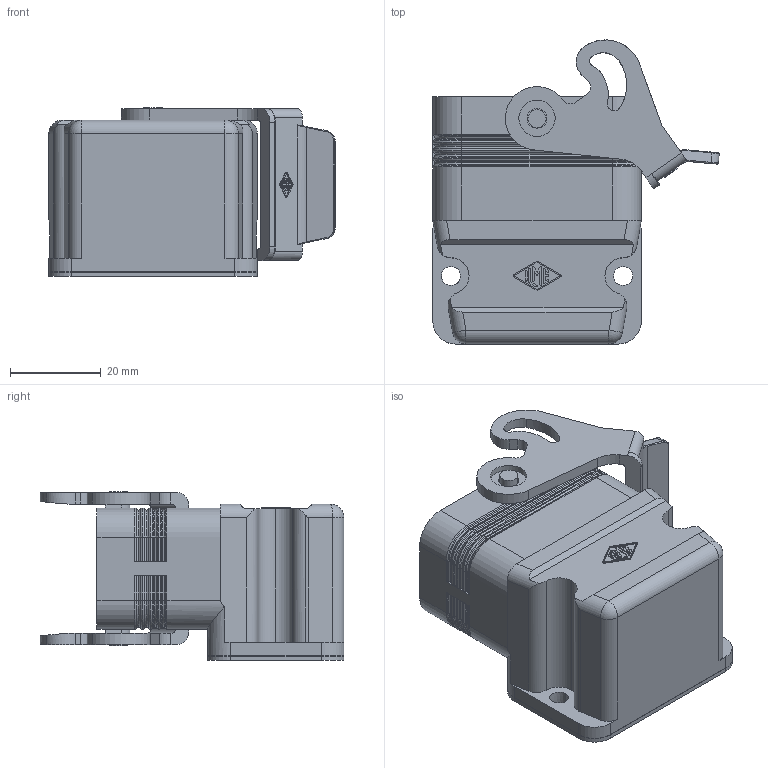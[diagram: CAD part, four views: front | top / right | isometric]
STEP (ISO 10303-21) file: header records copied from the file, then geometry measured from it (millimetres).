
FILE_DESCRIPTION(('CoCreate Modeling STEP Export'),'2;1');
FILE_NAME('CQ_08_IA.stp','2009-02-16T16:16:48',(''),(''),'CoCreate Modeling STEP processor for AP214 (Solid Model)','CoCreate Modeling 16.00A 16-Aug-2008 (C) Parametric Technology GmbH','');
FILE_SCHEMA(('AUTOMOTIVE_DESIGN { 1 0 10303 214 1 1 1 1 }'));
Length unit declared in the file: millimetre
Products named in the file (3): CUSTODIA_CQ_08_IA; LEVA_CQ_08_IAP; CQ_08_IA
Assembly tree (2 placements, depth 2):
  CQ_08_IA
    LEVA_CQ_08_IAP
    CUSTODIA_CQ_08_IA
Bounding box: 63.2 x 67.05 x 37.25 mm (x, y, z)
Volume: 27980.5 mm3; surface area: 23818.7 mm2
Topology: 2 solids, 2 shells, 699 faces, 1755 edges, 1090 vertices
Faces by surface type: cylinder 280, plane 269, torus 66, cone 48, bspline 29, extrusion 5, sphere 2
Entity records: 28523 total; most frequent: CARTESIAN_POINT 7595, ORIENTED_EDGE 3506, DIRECTION 2866, EDGE_CURVE 1753, VERTEX_POINT 1090, AXIS2_PLACEMENT_3D 994, VECTOR 878, LINE 873
